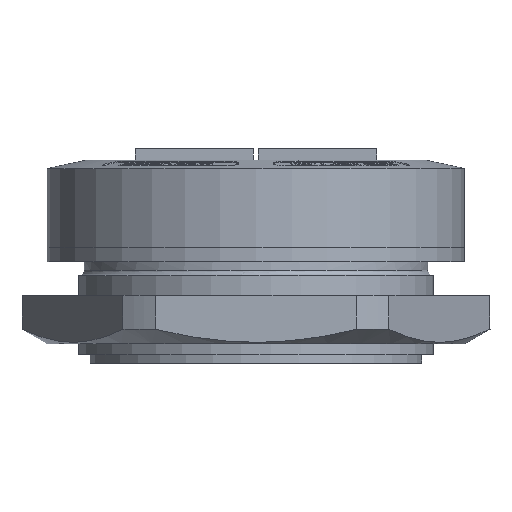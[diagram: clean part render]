
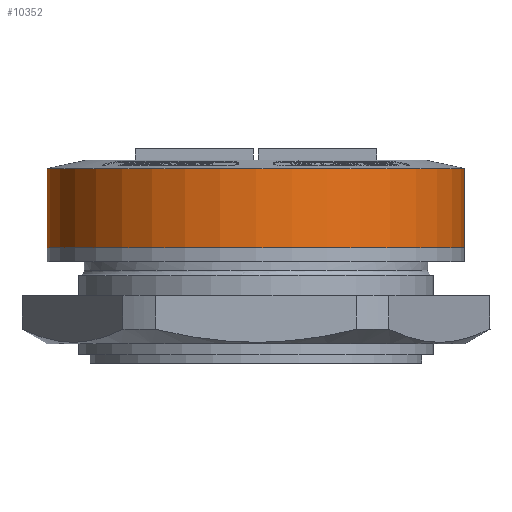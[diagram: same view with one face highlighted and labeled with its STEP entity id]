
A CAD part, front view. The second image highlights one B-rep face of the part: STEP entity #10352.
In plain terms, the highlighted cylindrical face has radius 37 mm (diameter 74 mm), a partial arc.
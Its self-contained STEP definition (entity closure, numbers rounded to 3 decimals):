
#273 = EDGE_LOOP ( 'NONE', ( #1295, #1515, #16295, #27437 ) ) ;
#1295 = ORIENTED_EDGE ( 'NONE', *, *, #17612, .F. ) ;
#1367 = EDGE_CURVE ( 'NONE', #28556, #21213, #9167, .T. ) ;
#1515 = ORIENTED_EDGE ( 'NONE', *, *, #1367, .T. ) ;
#1690 = DIRECTION ( 'NONE',  ( 0., 0., 1. ) ) ;
#2089 = VERTEX_POINT ( 'NONE', #25466 ) ;
#3415 = DIRECTION ( 'NONE',  ( -1., 0., 0. ) ) ;
#7579 = CIRCLE ( 'NONE', #15984, 37. ) ;
#9167 = LINE ( 'NONE', #19461, #14665 ) ;
#10352 = ADVANCED_FACE ( 'NONE', ( #29352 ), #16257, .T. ) ;
#10482 = CARTESIAN_POINT ( 'NONE',  ( 37., 0., 15.512 ) ) ;
#11922 = CARTESIAN_POINT ( 'NONE',  ( 37., 0., 17. ) ) ;
#12942 = CARTESIAN_POINT ( 'NONE',  ( 0., 0., 1.5 ) ) ;
#13329 = LINE ( 'NONE', #11922, #29820 ) ;
#14420 = CIRCLE ( 'NONE', #28643, 37. ) ;
#14665 = VECTOR ( 'NONE', #28807, 1000. ) ;
#14675 = EDGE_CURVE ( 'NONE', #21631, #2089, #13329, .T. ) ;
#15984 = AXIS2_PLACEMENT_3D ( 'NONE', #28902, #24158, #3415 ) ;
#16257 = CYLINDRICAL_SURFACE ( 'NONE', #20198, 37. ) ;
#16295 = ORIENTED_EDGE ( 'NONE', *, *, #24611, .F. ) ;
#17612 = EDGE_CURVE ( 'NONE', #28556, #21631, #7579, .T. ) ;
#18800 = CARTESIAN_POINT ( 'NONE',  ( 0., 0., 17. ) ) ;
#19080 = DIRECTION ( 'NONE',  ( 1., 0., 0. ) ) ;
#19461 = CARTESIAN_POINT ( 'NONE',  ( -37., 0., 17. ) ) ;
#20198 = AXIS2_PLACEMENT_3D ( 'NONE', #18800, #1690, #21704 ) ;
#21129 = CARTESIAN_POINT ( 'NONE',  ( -37., 0., 1.5 ) ) ;
#21213 = VERTEX_POINT ( 'NONE', #21129 ) ;
#21631 = VERTEX_POINT ( 'NONE', #10482 ) ;
#21704 = DIRECTION ( 'NONE',  ( 1., 0., 0. ) ) ;
#24158 = DIRECTION ( 'NONE',  ( 0., 0., 1. ) ) ;
#24611 = EDGE_CURVE ( 'NONE', #2089, #21213, #14420, .T. ) ;
#25466 = CARTESIAN_POINT ( 'NONE',  ( 37., 0., 1.5 ) ) ;
#25959 = DIRECTION ( 'NONE',  ( 0., 0., -1. ) ) ;
#26485 = CARTESIAN_POINT ( 'NONE',  ( -37., 0., 15.512 ) ) ;
#27437 = ORIENTED_EDGE ( 'NONE', *, *, #14675, .F. ) ;
#28556 = VERTEX_POINT ( 'NONE', #26485 ) ;
#28643 = AXIS2_PLACEMENT_3D ( 'NONE', #12942, #29717, #19080 ) ;
#28807 = DIRECTION ( 'NONE',  ( 0., 0., -1. ) ) ;
#28902 = CARTESIAN_POINT ( 'NONE',  ( 0., 0., 15.512 ) ) ;
#29352 = FACE_OUTER_BOUND ( 'NONE', #273, .T. ) ;
#29717 = DIRECTION ( 'NONE',  ( 0., 0., -1. ) ) ;
#29820 = VECTOR ( 'NONE', #25959, 1000. ) ;
